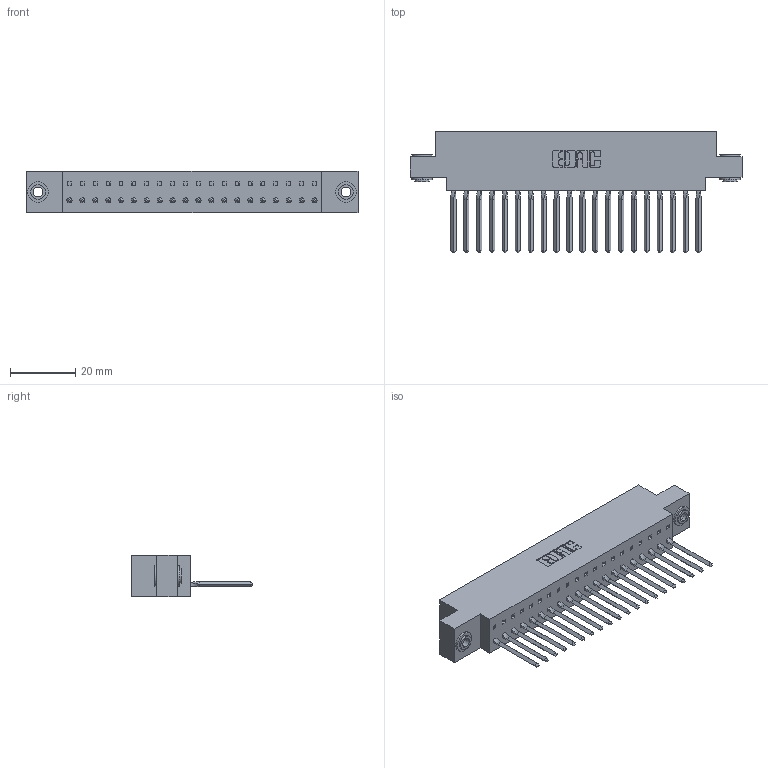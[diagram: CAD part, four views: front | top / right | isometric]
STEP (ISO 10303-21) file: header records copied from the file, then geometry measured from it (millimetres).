
FILE_DESCRIPTION (( 'STEP AP203' ), '1' );
FILE_NAME ('317-020-541-603.STEP', '2020-02-27T16:34:42', ( '' ), ( '' ), 'SwSTEP 2.0', 'SolidWorks 2016', '' );
FILE_SCHEMA (( 'CONFIG_CONTROL_DESIGN' ));
Length unit declared in the file: inch
Products named in the file (4): 317-290-002_541; 317 Part_.156 Dia - TH; 345-250-002_345-250-002-102; 317-020-541-603
Assembly tree (23 placements, depth 2):
  317-020-541-603
    317 Part_.156 Dia - TH
    317-290-002_541  x20
    345-250-002_345-250-002-102  x2
Bounding box: 101.96 x 37.34 x 12.7 mm (x, y, z)
Volume: 15876.7 mm3; surface area: 21916.1 mm2
Topology: 23 solids, 23 shells, 3180 faces, 9031 edges, 5870 vertices
Faces by surface type: plane 2548, cylinder 544, bspline 80, cone 8
Entity records: 33537 total; most frequent: CARTESIAN_POINT 6560, ORIENTED_EDGE 5826, DIRECTION 4811, EDGE_CURVE 2913, LINE 2525, VECTOR 2525, VERTEX_POINT 1932, AXIS2_PLACEMENT_3D 1143
